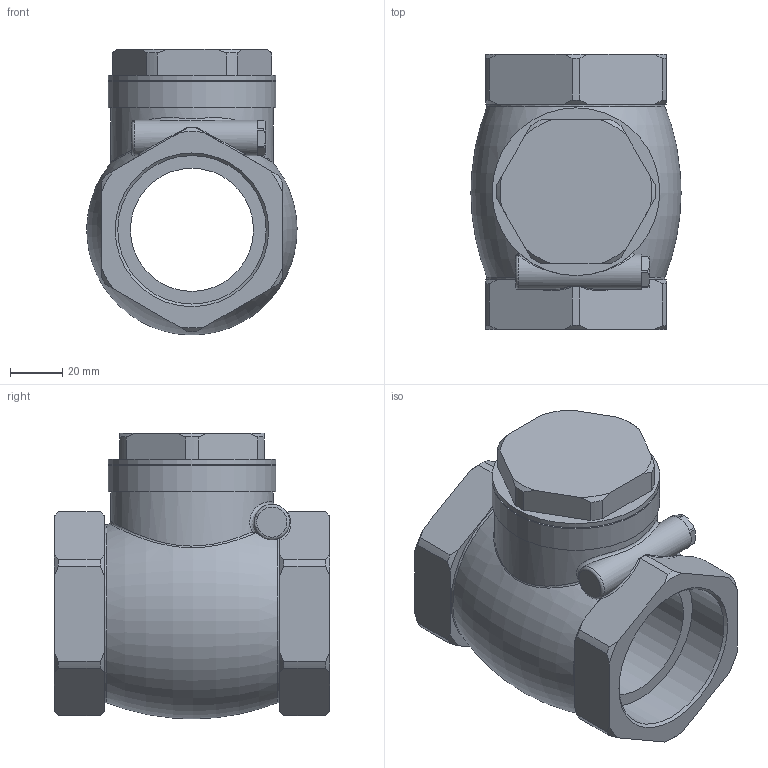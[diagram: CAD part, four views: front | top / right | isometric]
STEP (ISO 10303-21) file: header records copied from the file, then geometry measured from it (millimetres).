
FILE_DESCRIPTION(/* description */ ('Unknown'),/* implementation_level */ '2;1');
FILE_NAME(/* name */ '2200_2202-09',/* time_stamp */ '2024-06-17T10:43:18+02:00',/* author */ ('Unknown'),/* organization */ ('Unknown'),/* preprocessor_version */ 'ST-DEVELOPER v19.4',/* originating_system */ 'Solid Edge',/* authorisation */ 'Unknown');
FILE_SCHEMA (('AUTOMOTIVE_DESIGN {1 0 10303 214 3 1 1}'));
Length unit declared in the file: millimetre
Products named in the file (1): 3.606_607.050
Bounding box: 80.24 x 105 x 109.14 mm (x, y, z)
Volume: 354093 mm3; surface area: 55665.3 mm2
Topology: 1 solids, 1 shells, 117 faces, 321 edges, 213 vertices
Faces by surface type: plane 43, cone 37, cylinder 29, bspline 5, torus 3
Full cylindrical faces by diameter (mm): 13.5 x1, 47 x1, 56.656 x2, 62 x2, 64 x2, 68 x1
Entity records: 4840 total; most frequent: CARTESIAN_POINT 1263, ORIENTED_EDGE 594, DIRECTION 538, EDGE_CURVE 297, AXIS2_PLACEMENT_3D 220, VERTEX_POINT 203, EDGE_LOOP 136, FACE_BOUND 136
